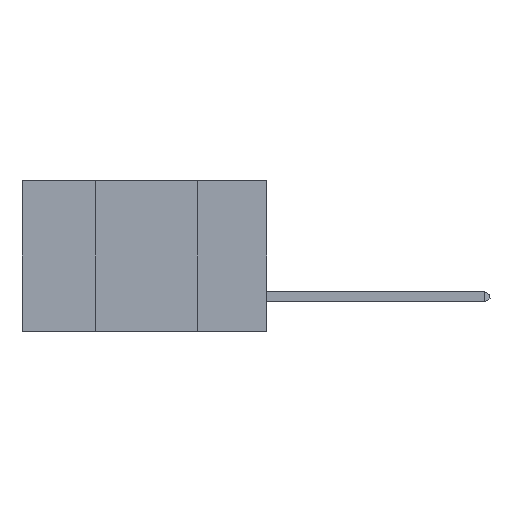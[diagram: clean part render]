
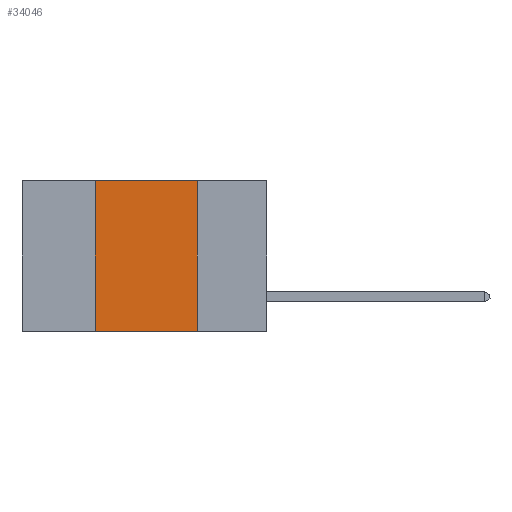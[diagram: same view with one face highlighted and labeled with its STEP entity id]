
A CAD part, left-side view. The second image highlights one B-rep face of the part: STEP entity #34046.
In plain terms, the highlighted planar face has unit normal (-1, 0, 0).
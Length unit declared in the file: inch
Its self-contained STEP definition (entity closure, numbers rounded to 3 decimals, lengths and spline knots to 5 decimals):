
#421 = EDGE_CURVE ( 'NONE', #17656, #29817, #32839, .T. ) ;
#501 = CARTESIAN_POINT ( 'NONE',  ( 0., 0.17, -0.37 ) ) ;
#608 = DIRECTION ( 'NONE',  ( 0., 0., -1. ) ) ;
#2264 = EDGE_CURVE ( 'NONE', #29817, #8870, #36451, .T. ) ;
#2951 = ORIENTED_EDGE ( 'NONE', *, *, #421, .F. ) ;
#4430 = AXIS2_PLACEMENT_3D ( 'NONE', #15341, #18366, #608 ) ;
#7312 = CARTESIAN_POINT ( 'NONE',  ( 0., 0.6, -0.37 ) ) ;
#8870 = VERTEX_POINT ( 'NONE', #501 ) ;
#9394 = PLANE ( 'NONE',  #4430 ) ;
#13021 = VECTOR ( 'NONE', #28141, 39.37008 ) ;
#13615 = DIRECTION ( 'NONE',  ( 0., 0., -1. ) ) ;
#14088 = ORIENTED_EDGE ( 'NONE', *, *, #23249, .T. ) ;
#15341 = CARTESIAN_POINT ( 'NONE',  ( 0., 0.6, 0. ) ) ;
#16000 = VECTOR ( 'NONE', #26037, 39.37008 ) ;
#17656 = VERTEX_POINT ( 'NONE', #36655 ) ;
#17759 = ORIENTED_EDGE ( 'NONE', *, *, #2264, .F. ) ;
#17960 = EDGE_LOOP ( 'NONE', ( #17759, #2951, #36947, #14088 ) ) ;
#18366 = DIRECTION ( 'NONE',  ( 1., 0., 0. ) ) ;
#18725 = LINE ( 'NONE', #23921, #25733 ) ;
#18893 = FACE_OUTER_BOUND ( 'NONE', #17960, .T. ) ;
#19837 = CARTESIAN_POINT ( 'NONE',  ( 0., 0.17, 0. ) ) ;
#19935 = CARTESIAN_POINT ( 'NONE',  ( 0., 0.42, -0.37 ) ) ;
#20935 = CARTESIAN_POINT ( 'NONE',  ( 0., 0.6, 0. ) ) ;
#20946 = LINE ( 'NONE', #7312, #13021 ) ;
#21807 = EDGE_CURVE ( 'NONE', #22789, #17656, #18725, .T. ) ;
#22789 = VERTEX_POINT ( 'NONE', #19935 ) ;
#23249 = EDGE_CURVE ( 'NONE', #22789, #8870, #20946, .T. ) ;
#23921 = CARTESIAN_POINT ( 'NONE',  ( 0., 0.42, 0. ) ) ;
#25733 = VECTOR ( 'NONE', #30057, 39.37008 ) ;
#26037 = DIRECTION ( 'NONE',  ( 0., -1., 0. ) ) ;
#28141 = DIRECTION ( 'NONE',  ( 0., -1., 0. ) ) ;
#28555 = VECTOR ( 'NONE', #13615, 39.37008 ) ;
#29817 = VERTEX_POINT ( 'NONE', #19837 ) ;
#30057 = DIRECTION ( 'NONE',  ( 0., 0., 1. ) ) ;
#32839 = LINE ( 'NONE', #20935, #16000 ) ;
#34046 = ADVANCED_FACE ( 'NONE', ( #18893 ), #9394, .F. ) ;
#34463 = CARTESIAN_POINT ( 'NONE',  ( 0., 0.17, 0. ) ) ;
#36451 = LINE ( 'NONE', #34463, #28555 ) ;
#36655 = CARTESIAN_POINT ( 'NONE',  ( 0., 0.42, 0. ) ) ;
#36947 = ORIENTED_EDGE ( 'NONE', *, *, #21807, .F. ) ;
